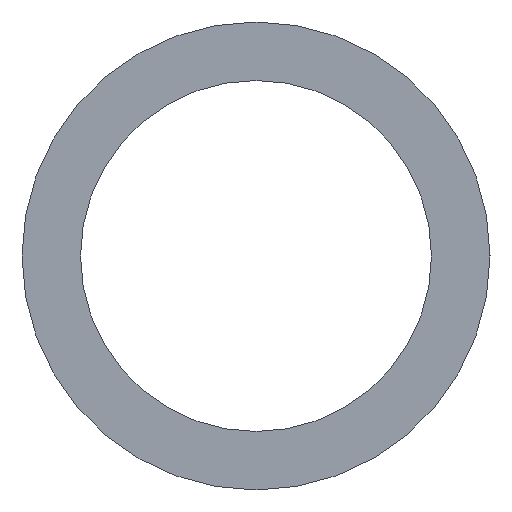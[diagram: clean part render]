
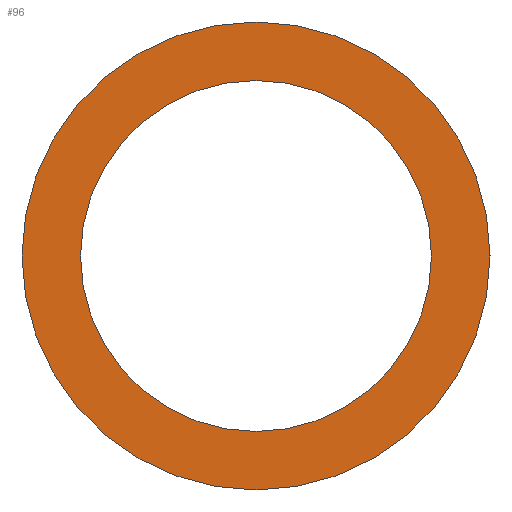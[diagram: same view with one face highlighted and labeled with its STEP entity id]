
A CAD part, left-side view. The second image highlights one B-rep face of the part: STEP entity #96.
In plain terms, the highlighted planar face has unit normal (-1, 0, 0).
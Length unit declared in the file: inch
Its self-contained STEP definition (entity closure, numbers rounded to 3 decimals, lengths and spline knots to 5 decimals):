
#5 = DIRECTION ( 'NONE',  ( 0., 0., -1. ) ) ;
#23 = PLANE ( 'NONE',  #180 ) ;
#27 = CARTESIAN_POINT ( 'NONE',  ( -23.5, 0., 0. ) ) ;
#29 = CARTESIAN_POINT ( 'NONE',  ( -23.5, 0., -0.25 ) ) ;
#31 = EDGE_LOOP ( 'NONE', ( #201, #79 ) ) ;
#39 = AXIS2_PLACEMENT_3D ( 'NONE', #80, #144, #214 ) ;
#55 = EDGE_CURVE ( 'NONE', #209, #138, #84, .T. ) ;
#65 = CIRCLE ( 'NONE', #124, 0.25 ) ;
#66 = DIRECTION ( 'NONE',  ( 0., 0., -1. ) ) ;
#72 = ORIENTED_EDGE ( 'NONE', *, *, #172, .F. ) ;
#76 = CARTESIAN_POINT ( 'NONE',  ( -23.5, 0., 0. ) ) ;
#79 = ORIENTED_EDGE ( 'NONE', *, *, #122, .T. ) ;
#80 = CARTESIAN_POINT ( 'NONE',  ( -23.5, 0., 0. ) ) ;
#84 = CIRCLE ( 'NONE', #193, 0.1875 ) ;
#85 = DIRECTION ( 'NONE',  ( 1., 0., 0. ) ) ;
#96 = ADVANCED_FACE ( 'NONE', ( #117, #164 ), #23, .F. ) ;
#100 = EDGE_CURVE ( 'NONE', #147, #196, #173, .T. ) ;
#101 = DIRECTION ( 'NONE',  ( 1., 0., 0. ) ) ;
#107 = AXIS2_PLACEMENT_3D ( 'NONE', #27, #101, #167 ) ;
#117 = FACE_OUTER_BOUND ( 'NONE', #184, .T. ) ;
#119 = CARTESIAN_POINT ( 'NONE',  ( -23.5, 0., 0.25 ) ) ;
#122 = EDGE_CURVE ( 'NONE', #138, #209, #205, .T. ) ;
#124 = AXIS2_PLACEMENT_3D ( 'NONE', #148, #85, #66 ) ;
#132 = DIRECTION ( 'NONE',  ( 1., 0., 0. ) ) ;
#138 = VERTEX_POINT ( 'NONE', #186 ) ;
#144 = DIRECTION ( 'NONE',  ( 1., 0., 0. ) ) ;
#147 = VERTEX_POINT ( 'NONE', #119 ) ;
#148 = CARTESIAN_POINT ( 'NONE',  ( -23.5, 0., 0. ) ) ;
#156 = ORIENTED_EDGE ( 'NONE', *, *, #100, .F. ) ;
#164 = FACE_BOUND ( 'NONE', #31, .T. ) ;
#166 = DIRECTION ( 'NONE',  ( 0., 0., -1. ) ) ;
#167 = DIRECTION ( 'NONE',  ( 0., 0., -1. ) ) ;
#172 = EDGE_CURVE ( 'NONE', #196, #147, #65, .T. ) ;
#173 = CIRCLE ( 'NONE', #39, 0.25 ) ;
#180 = AXIS2_PLACEMENT_3D ( 'NONE', #76, #198, #5 ) ;
#184 = EDGE_LOOP ( 'NONE', ( #156, #72 ) ) ;
#186 = CARTESIAN_POINT ( 'NONE',  ( -23.5, 0., -0.1875 ) ) ;
#193 = AXIS2_PLACEMENT_3D ( 'NONE', #213, #132, #166 ) ;
#196 = VERTEX_POINT ( 'NONE', #29 ) ;
#198 = DIRECTION ( 'NONE',  ( 1., 0., 0. ) ) ;
#201 = ORIENTED_EDGE ( 'NONE', *, *, #55, .T. ) ;
#204 = CARTESIAN_POINT ( 'NONE',  ( -23.5, 0., 0.1875 ) ) ;
#205 = CIRCLE ( 'NONE', #107, 0.1875 ) ;
#209 = VERTEX_POINT ( 'NONE', #204 ) ;
#213 = CARTESIAN_POINT ( 'NONE',  ( -23.5, 0., 0. ) ) ;
#214 = DIRECTION ( 'NONE',  ( 0., 0., -1. ) ) ;
